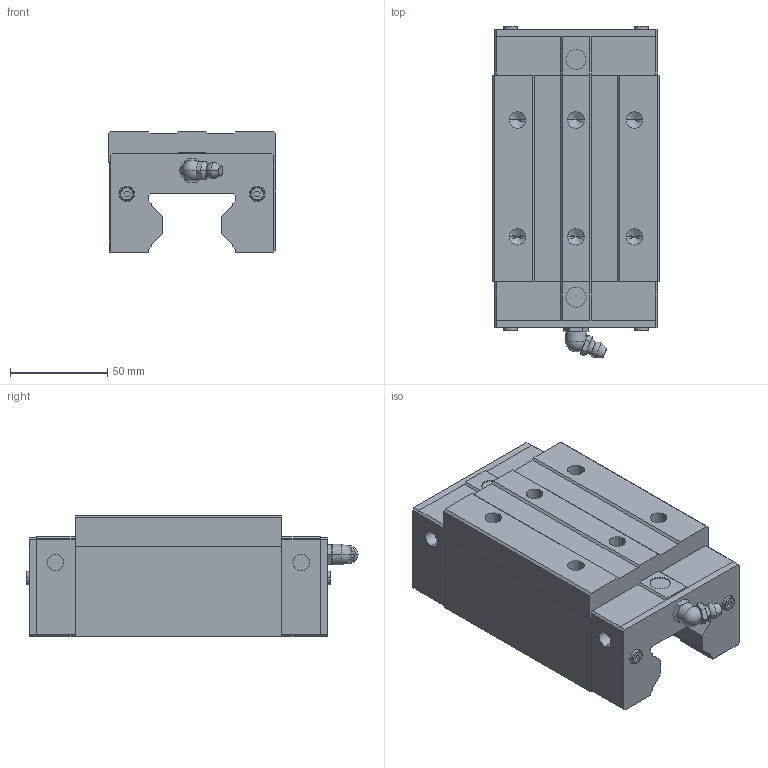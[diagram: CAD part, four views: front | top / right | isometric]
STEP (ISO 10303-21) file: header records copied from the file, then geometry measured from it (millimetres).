
FILE_DESCRIPTION(('STEP AP214'),'1');
FILE_NAME('cctmp_E7CF91F1-2D6F-404E-AE6A-4FBE075CC577_2024_08_20_20_25_58_0037..stp','2024-08-20T18:25:58',('HIWIN GmbH'),('CADClick - www.CADClick.com'),'Spatial InterOp 3D',' ','unknown authorization');
FILE_SCHEMA(('AUTOMOTIVE_DESIGN'));
Length unit declared in the file: millimetre
Products named in the file (1): RGH45CAZAH_FILE
Bounding box: 86 x 170.33 x 62 mm (x, y, z)
Volume: 580142.5 mm3; surface area: 69277.8 mm2
Topology: 1 solids, 4 shells, 318 faces, 810 edges, 516 vertices
Faces by surface type: plane 174, cylinder 94, cone 26, torus 22, sphere 2
Entity records: 12156 total; most frequent: CARTESIAN_POINT 1851, DIRECTION 1632, ORIENTED_EDGE 1592, EDGE_CURVE 796, AXIS2_PLACEMENT_3D 553, LINE 526, VECTOR 526, VERTEX_POINT 516
